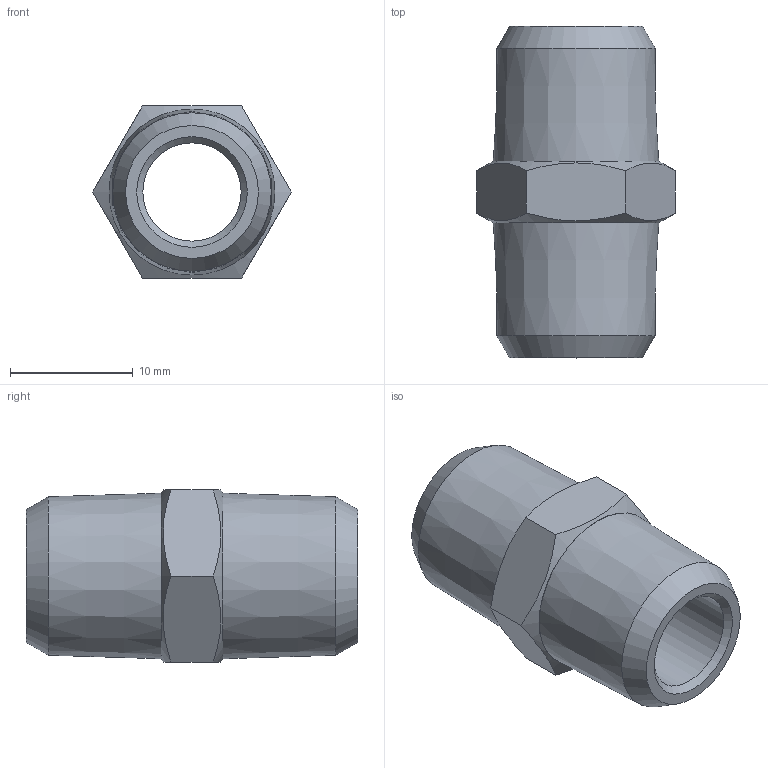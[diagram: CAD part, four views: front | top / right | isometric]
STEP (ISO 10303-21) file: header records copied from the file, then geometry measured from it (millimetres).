
FILE_DESCRIPTION(( 'RAL.12.14.14.stp' ), '1');
FILE_NAME( 'RAL.12.14.14.stp', '2021-02-22T10:31:29',( 'Sopra'),('sopra-pneumatic.com'), 'SwSTEP 2.0','SolidWorks 2009','' );
FILE_SCHEMA( ( 'CONFIG_CONTROL_DESIGN' ) );
Length unit declared in the file: millimetre
Products named in the file (1): NONE
Bounding box: 16.17 x 27 x 14 mm (x, y, z)
Volume: 2385.9 mm3; surface area: 1942.3 mm2
Topology: 1 solids, 1 shells, 18 faces, 41 edges, 27 vertices
Faces by surface type: plane 10, cone 7, cylinder 1
Full cylindrical faces by diameter (mm): 8 x1
Entity records: 580 total; most frequent: CARTESIAN_POINT 175, DIRECTION 66, ORIENTED_EDGE 66, EDGE_CURVE 33, AXIS2_PLACEMENT_3D 30, EDGE_LOOP 30, VERTEX_POINT 27, FACE_OUTER_BOUND 19
